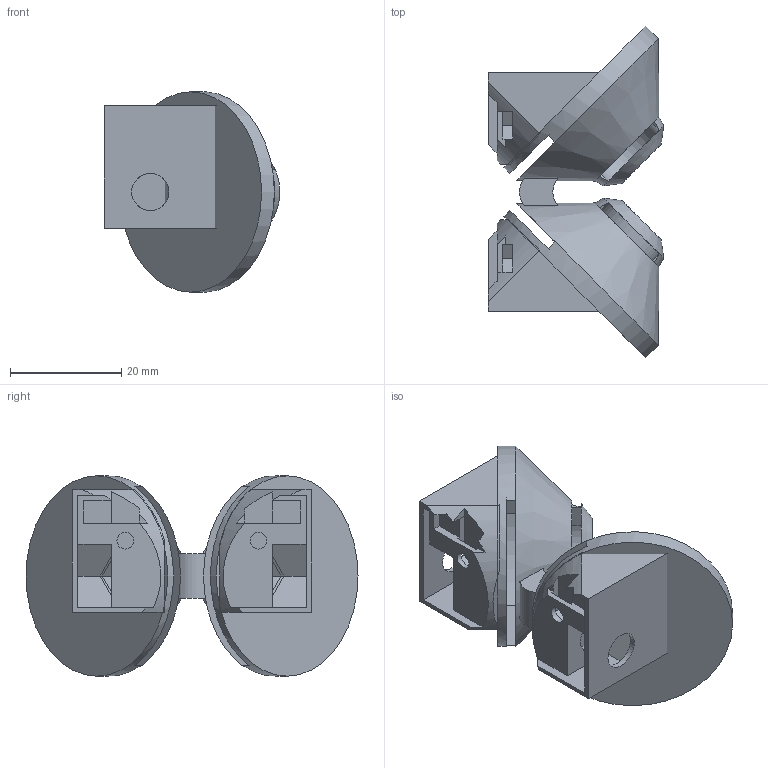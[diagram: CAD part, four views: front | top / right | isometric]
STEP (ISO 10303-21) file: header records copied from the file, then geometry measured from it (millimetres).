
FILE_DESCRIPTION(/* description */ (''),/* implementation_level */ '2;1');
FILE_NAME(/* name */ 'MouseGoggles 1.1 HeadsetV1.step',/* time_stamp */ '2024-01-19T06:19:52-05:00',/* author */ (''),/* organization */ (''),/* preprocessor_version */ 'ST-DEVELOPER v20',/* originating_system */ 'Autodesk Translation Framework v12.14.0.127',/* authorisation */ '');
FILE_SCHEMA (('AUTOMOTIVE_DESIGN { 1 0 10303 214 3 1 1 }'));
Length unit declared in the file: millimetre
Products named in the file (3): MouseGoggles 1.1 HeadsetV1; MouseEyepieceRight_bare v3; MouseEyepieceLeft_bare v3
Assembly tree (2 placements, depth 2):
  MouseGoggles 1.1 HeadsetV1
    MouseEyepieceRight_bare v3
    MouseEyepieceLeft_bare v3
Bounding box: 31.53 x 59.67 x 36 mm (x, y, z)
Volume: 12995.3 mm3; surface area: 14722.7 mm2
Topology: 5 solids, 5 shells, 126 faces, 329 edges, 213 vertices
Faces by surface type: plane 92, cylinder 24, cone 10
Full cylindrical faces by diameter (mm): 3 x4, 6.7 x4, 36 x2
Entity records: 4003 total; most frequent: DIRECTION 690, CARTESIAN_POINT 673, ORIENTED_EDGE 658, EDGE_CURVE 329, LINE 230, VECTOR 230, AXIS2_PLACEMENT_3D 230, VERTEX_POINT 213
